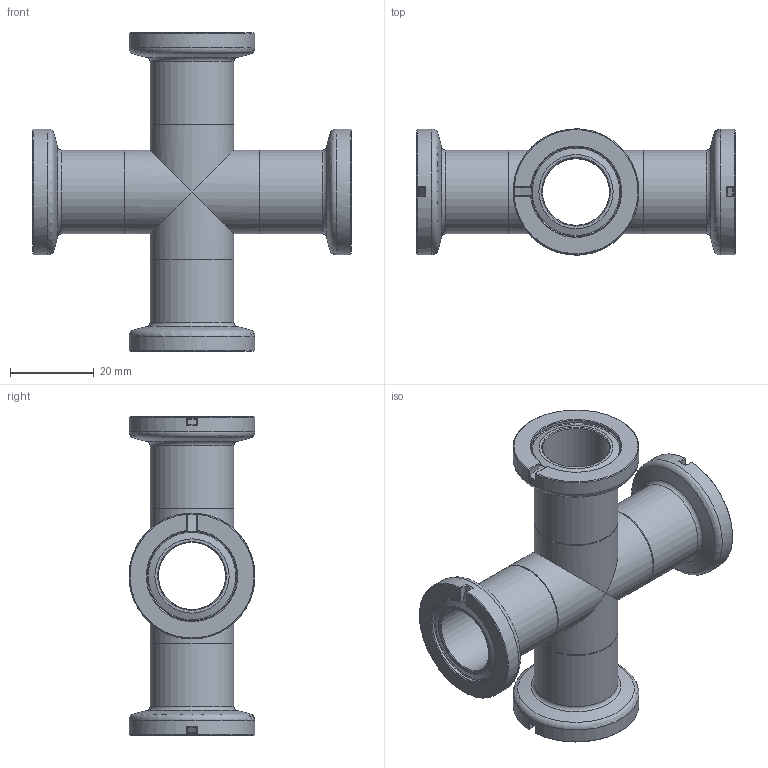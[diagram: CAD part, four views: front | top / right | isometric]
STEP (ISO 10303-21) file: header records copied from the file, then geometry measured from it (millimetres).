
FILE_DESCRIPTION(/* description */ (''),/* implementation_level */ '2;1');
FILE_NAME(/* name */ '33.016005.671.316',/* time_stamp */ '2019-03-07T08:23:23+01:00',/* author */ ('Murat Coskun Bicak'),/* organization */ ('Evac AG'),/* preprocessor_version */ 'ST-DEVELOPER v16.7',/* originating_system */ 'DEX',/* authorisation */ $);
FILE_SCHEMA (('AUTOMOTIVE_DESIGN {1 0 10303 214 3 1 1}'));
Length unit declared in the file: millimetre
Products named in the file (3): 33.016005.671.316; Rohr X DN16; 32.016005.631.316
Assembly tree (5 placements, depth 2):
  33.016005.671.316
    Rohr X DN16
    32.016005.631.316  x4
Bounding box: 76 x 30 x 76 mm (x, y, z)
Volume: 22565.4 mm3; surface area: 19261.3 mm2
Topology: 5 solids, 5 shells, 136 faces, 306 edges, 178 vertices
Faces by surface type: plane 64, cylinder 28, cone 28, torus 12, bspline 4
Full cylindrical faces by diameter (mm): 16 x8, 20 x8, 30 x4
Entity records: 1125 total; most frequent: CARTESIAN_POINT 203, DIRECTION 190, ORIENTED_EDGE 136, AXIS2_PLACEMENT_3D 85, EDGE_CURVE 68, EDGE_LOOP 68, FACE_BOUND 68, VERTEX_POINT 46
